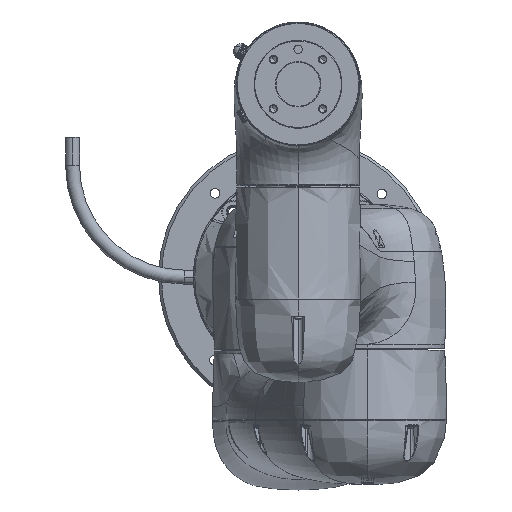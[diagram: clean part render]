
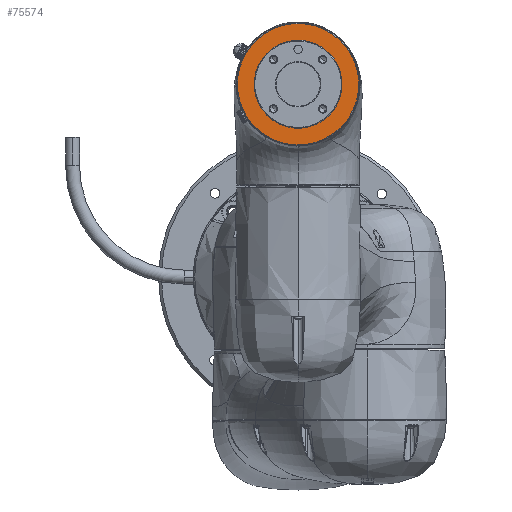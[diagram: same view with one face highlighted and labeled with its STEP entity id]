
A CAD part, top view. The second image highlights one B-rep face of the part: STEP entity #75574.
In plain terms, the highlighted planar face has unit normal (0, 0, 1).
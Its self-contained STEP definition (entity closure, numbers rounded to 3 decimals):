
#68863 = VERTEX_POINT('',#68864);
#68864 = CARTESIAN_POINT('',(-22.274,158.274,1225.)
  );
#68870 = EDGE_CURVE('',#68863,#68871,#68873,.T.);
#68871 = VERTEX_POINT('',#68872);
#68872 = CARTESIAN_POINT('',(22.274,113.726,1225.)
  );
#68873 = CIRCLE('',#68874,31.5);
#68874 = AXIS2_PLACEMENT_3D('',#68875,#68876,#68877);
#68875 = CARTESIAN_POINT('',(0.,136.,
    1225.));
#68876 = DIRECTION('',(0.,0.,1.));
#68877 = DIRECTION('',(-0.707,-0.707,0.));
#69429 = EDGE_CURVE('',#69430,#69432,#69434,.T.);
#69430 = VERTEX_POINT('',#69431);
#69431 = CARTESIAN_POINT('',(-30.759,166.759,1225.)
  );
#69432 = VERTEX_POINT('',#69433);
#69433 = CARTESIAN_POINT('',(30.759,105.241,1225.)
  );
#69434 = CIRCLE('',#69435,43.5);
#69435 = AXIS2_PLACEMENT_3D('',#69436,#69437,#69438);
#69436 = CARTESIAN_POINT('',(0.,136.,
    1225.));
#69437 = DIRECTION('',(0.,0.,1.));
#69438 = DIRECTION('',(-0.707,0.707,0.
    ));
#75175 = EDGE_CURVE('',#69432,#69430,#75176,.T.);
#75176 = CIRCLE('',#75177,43.5);
#75177 = AXIS2_PLACEMENT_3D('',#75178,#75179,#75180);
#75178 = CARTESIAN_POINT('',(0.,136.,
    1225.));
#75179 = DIRECTION('',(0.,0.,1.));
#75180 = DIRECTION('',(-0.707,0.707,0.
    ));
#75551 = EDGE_CURVE('',#68871,#68863,#75552,.T.);
#75552 = CIRCLE('',#75553,31.5);
#75553 = AXIS2_PLACEMENT_3D('',#75554,#75555,#75556);
#75554 = CARTESIAN_POINT('',(0.,136.,
    1225.));
#75555 = DIRECTION('',(0.,0.,1.));
#75556 = DIRECTION('',(-0.707,-0.707,0.));
#75574 = ADVANCED_FACE('',(#75575,#75579),#75583,.T.);
#75575 = FACE_BOUND('',#75576,.T.);
#75576 = EDGE_LOOP('',(#75577,#75578));
#75577 = ORIENTED_EDGE('',*,*,#75551,.F.);
#75578 = ORIENTED_EDGE('',*,*,#68870,.F.);
#75579 = FACE_BOUND('',#75580,.T.);
#75580 = EDGE_LOOP('',(#75581,#75582));
#75581 = ORIENTED_EDGE('',*,*,#75175,.T.);
#75582 = ORIENTED_EDGE('',*,*,#69429,.T.);
#75583 = PLANE('',#75584);
#75584 = AXIS2_PLACEMENT_3D('',#75585,#75586,#75587);
#75585 = CARTESIAN_POINT('',(0.,136.,
    1225.));
#75586 = DIRECTION('',(0.,0.,1.));
#75587 = DIRECTION('',(1.,0.,0.));
